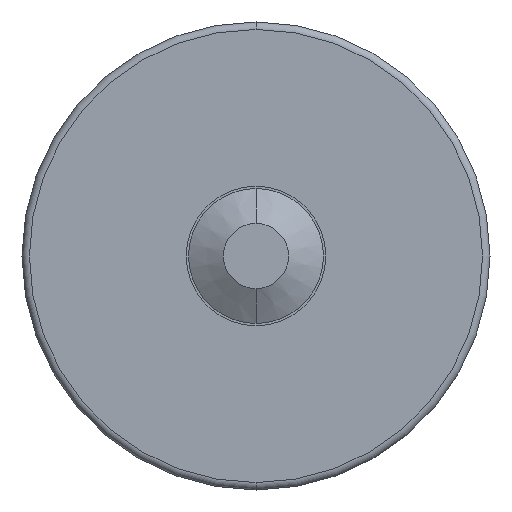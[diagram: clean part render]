
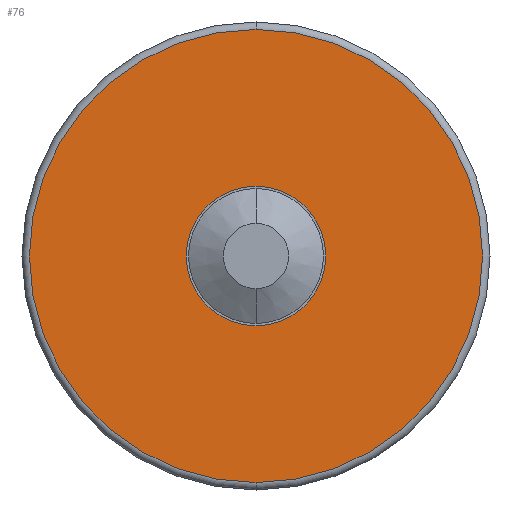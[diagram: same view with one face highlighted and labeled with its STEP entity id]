
A CAD part, front view. The second image highlights one B-rep face of the part: STEP entity #76.
In plain terms, the highlighted planar face has unit normal (0, -1, 0).
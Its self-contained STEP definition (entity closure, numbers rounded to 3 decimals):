
#4 = DIRECTION ( 'NONE',  ( 0., -1., 0. ) ) ;
#28 = EDGE_CURVE ( 'NONE', #571, #140, #413, .T. ) ;
#31 = DIRECTION ( 'NONE',  ( 0., 0., -1. ) ) ;
#62 = AXIS2_PLACEMENT_3D ( 'NONE', #218, #4, #480 ) ;
#76 = ADVANCED_FACE ( 'NONE', ( #405, #349 ), #505, .T. ) ;
#88 = VERTEX_POINT ( 'NONE', #681 ) ;
#103 = CIRCLE ( 'NONE', #487, 2.35 ) ;
#135 = VERTEX_POINT ( 'NONE', #408 ) ;
#140 = VERTEX_POINT ( 'NONE', #148 ) ;
#148 = CARTESIAN_POINT ( 'NONE',  ( 0., 13.72, -7.637 ) ) ;
#166 = CARTESIAN_POINT ( 'NONE',  ( 0., 13.72, 0. ) ) ;
#176 = DIRECTION ( 'NONE',  ( 0., -1., 0. ) ) ;
#182 = EDGE_LOOP ( 'NONE', ( #467, #690 ) ) ;
#184 = EDGE_CURVE ( 'NONE', #88, #135, #103, .T. ) ;
#201 = AXIS2_PLACEMENT_3D ( 'NONE', #245, #254, #351 ) ;
#218 = CARTESIAN_POINT ( 'NONE',  ( 0., 13.72, 0. ) ) ;
#228 = EDGE_LOOP ( 'NONE', ( #318, #380 ) ) ;
#231 = CIRCLE ( 'NONE', #62, 7.637 ) ;
#245 = CARTESIAN_POINT ( 'NONE',  ( 2.35, 13.72, 0. ) ) ;
#254 = DIRECTION ( 'NONE',  ( 0., -1., 0. ) ) ;
#266 = EDGE_CURVE ( 'NONE', #140, #571, #231, .T. ) ;
#297 = AXIS2_PLACEMENT_3D ( 'NONE', #325, #176, #692 ) ;
#318 = ORIENTED_EDGE ( 'NONE', *, *, #592, .F. ) ;
#325 = CARTESIAN_POINT ( 'NONE',  ( 0., 13.72, 0. ) ) ;
#349 = FACE_BOUND ( 'NONE', #228, .T. ) ;
#351 = DIRECTION ( 'NONE',  ( 0., 0., -1. ) ) ;
#380 = ORIENTED_EDGE ( 'NONE', *, *, #184, .F. ) ;
#405 = FACE_OUTER_BOUND ( 'NONE', #182, .T. ) ;
#408 = CARTESIAN_POINT ( 'NONE',  ( 0., 13.72, -2.35 ) ) ;
#413 = CIRCLE ( 'NONE', #600, 7.637 ) ;
#467 = ORIENTED_EDGE ( 'NONE', *, *, #266, .T. ) ;
#480 = DIRECTION ( 'NONE',  ( 0., 0., -1. ) ) ;
#487 = AXIS2_PLACEMENT_3D ( 'NONE', #166, #524, #584 ) ;
#505 = PLANE ( 'NONE',  #201 ) ;
#524 = DIRECTION ( 'NONE',  ( 0., -1., 0. ) ) ;
#571 = VERTEX_POINT ( 'NONE', #591 ) ;
#584 = DIRECTION ( 'NONE',  ( 0., 0., -1. ) ) ;
#591 = CARTESIAN_POINT ( 'NONE',  ( 0., 13.72, 7.637 ) ) ;
#592 = EDGE_CURVE ( 'NONE', #135, #88, #640, .T. ) ;
#600 = AXIS2_PLACEMENT_3D ( 'NONE', #610, #620, #31 ) ;
#610 = CARTESIAN_POINT ( 'NONE',  ( 0., 13.72, 0. ) ) ;
#620 = DIRECTION ( 'NONE',  ( 0., -1., 0. ) ) ;
#640 = CIRCLE ( 'NONE', #297, 2.35 ) ;
#681 = CARTESIAN_POINT ( 'NONE',  ( 0., 13.72, 2.35 ) ) ;
#690 = ORIENTED_EDGE ( 'NONE', *, *, #28, .T. ) ;
#692 = DIRECTION ( 'NONE',  ( 0., 0., -1. ) ) ;
